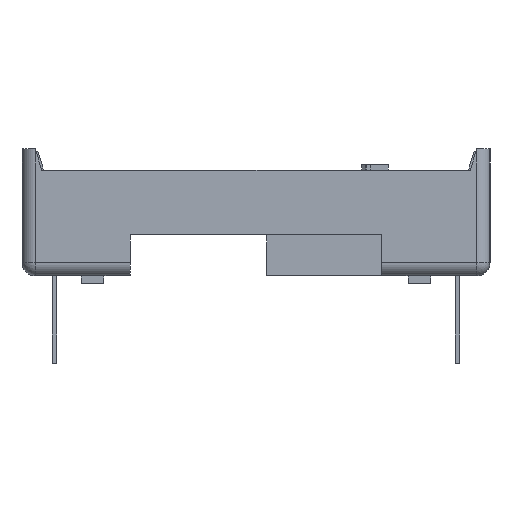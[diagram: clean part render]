
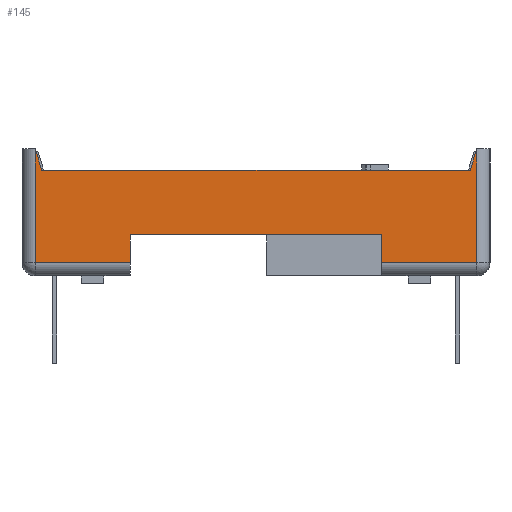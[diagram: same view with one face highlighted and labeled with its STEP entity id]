
A CAD part, left-side view. The second image highlights one B-rep face of the part: STEP entity #145.
In plain terms, the highlighted planar face has unit normal (-1, 0, 0).
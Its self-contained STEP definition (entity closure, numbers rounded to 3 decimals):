
#145=ADVANCED_FACE('',(#1328),#1329,.T.);
#1328=FACE_OUTER_BOUND('',#3553,.T.);
#1329=PLANE('',#3554);
#3553=EDGE_LOOP('',(#6601,#6602,#6603,#6604,#6605,#6606,#6607,#6608,#6609,#6610));
#3554=AXIS2_PLACEMENT_3D('',#6611,#6612,#6613);
#6601=ORIENTED_EDGE('',*,*,#15588,.T.);
#6602=ORIENTED_EDGE('',*,*,#15348,.T.);
#6603=ORIENTED_EDGE('',*,*,#15589,.T.);
#6604=ORIENTED_EDGE('',*,*,#15587,.T.);
#6605=ORIENTED_EDGE('',*,*,#15590,.T.);
#6606=ORIENTED_EDGE('',*,*,#15591,.T.);
#6607=ORIENTED_EDGE('',*,*,#15592,.T.);
#6608=ORIENTED_EDGE('',*,*,#15276,.T.);
#6609=ORIENTED_EDGE('',*,*,#15266,.T.);
#6610=ORIENTED_EDGE('',*,*,#15593,.T.);
#6611=CARTESIAN_POINT('',(-20.32,0.0,0.0));
#6612=DIRECTION('',(-1.0,0.0,0.0));
#6613=DIRECTION('',(0.0,0.0,1.0));
#15266=EDGE_CURVE('',#18663,#18654,#18664,.T.);
#15276=EDGE_CURVE('',#18682,#18663,#18683,.T.);
#15348=EDGE_CURVE('',#18824,#18822,#18825,.T.);
#15587=EDGE_CURVE('',#19138,#19271,#19273,.T.);
#15588=EDGE_CURVE('',#18641,#18824,#19274,.T.);
#15589=EDGE_CURVE('',#18822,#19138,#19275,.T.);
#15590=EDGE_CURVE('',#19271,#19276,#19277,.T.);
#15591=EDGE_CURVE('',#19276,#19278,#19279,.T.);
#15592=EDGE_CURVE('',#19278,#18682,#19280,.T.);
#15593=EDGE_CURVE('',#18654,#18641,#19281,.T.);
#18641=VERTEX_POINT('',#23871);
#18654=VERTEX_POINT('',#23889);
#18663=VERTEX_POINT('',#23901);
#18664=LINE('',#23902,#23903);
#18682=VERTEX_POINT('',#23929);
#18683=LINE('',#23930,#23931);
#18822=VERTEX_POINT('',#24137);
#18824=VERTEX_POINT('',#24140);
#18825=LINE('',#24141,#24142);
#19138=VERTEX_POINT('',#24611);
#19271=VERTEX_POINT('',#24810);
#19273=LINE('',#24812,#24813);
#19274=LINE('',#24814,#24815);
#19275=LINE('',#24816,#24817);
#19276=VERTEX_POINT('',#24818);
#19277=LINE('',#24819,#24820);
#19278=VERTEX_POINT('',#24821);
#19279=LINE('',#24822,#24823);
#19280=LINE('',#24824,#24825);
#19281=LINE('',#24826,#24827);
#23871=CARTESIAN_POINT('',(-20.32,-8.35,0.0));
#23889=CARTESIAN_POINT('',(-20.32,-8.35,-4.3));
#23901=CARTESIAN_POINT('',(-20.32,-4.75,-4.3));
#23902=CARTESIAN_POINT('',(-20.32,-4.75,-4.3));
#23903=VECTOR('',#31388,3.6);
#23929=CARTESIAN_POINT('',(-20.32,-4.75,-3.25));
#23930=CARTESIAN_POINT('',(-20.32,-4.75,-3.25));
#23931=VECTOR('',#31400,1.05);
#24137=CARTESIAN_POINT('',(-20.32,8.1,-0.8));
#24140=CARTESIAN_POINT('',(-20.32,-8.1,-0.8));
#24141=CARTESIAN_POINT('',(-20.32,-8.1,-0.8));
#24142=VECTOR('',#31478,16.2);
#24611=CARTESIAN_POINT('',(-20.32,8.35,0.0));
#24810=CARTESIAN_POINT('',(-20.32,8.35,-4.3));
#24812=CARTESIAN_POINT('',(-20.32,8.35,0.0));
#24813=VECTOR('',#31749,4.3);
#24814=CARTESIAN_POINT('',(-20.32,-8.35,0.0));
#24815=VECTOR('',#31750,0.838);
#24816=CARTESIAN_POINT('',(-20.32,8.1,-0.8));
#24817=VECTOR('',#31751,0.838);
#24818=CARTESIAN_POINT('',(-20.32,4.75,-4.3));
#24819=CARTESIAN_POINT('',(-20.32,8.35,-4.3));
#24820=VECTOR('',#31752,3.6);
#24821=CARTESIAN_POINT('',(-20.32,4.75,-3.25));
#24822=CARTESIAN_POINT('',(-20.32,4.75,-4.3));
#24823=VECTOR('',#31753,1.05);
#24824=CARTESIAN_POINT('',(-20.32,4.75,-3.25));
#24825=VECTOR('',#31754,9.5);
#24826=CARTESIAN_POINT('',(-20.32,-8.35,-4.3));
#24827=VECTOR('',#31755,4.3);
#31388=DIRECTION('',(0.0,-1.0,0.0));
#31400=DIRECTION('',(0.0,0.0,-1.0));
#31478=DIRECTION('',(0.0,1.0,0.0));
#31749=DIRECTION('',(0.0,0.0,-1.0));
#31750=DIRECTION('',(0.0,0.298,-0.954));
#31751=DIRECTION('',(0.0,0.298,0.954));
#31752=DIRECTION('',(0.0,-1.0,0.0));
#31753=DIRECTION('',(0.0,0.0,1.0));
#31754=DIRECTION('',(0.0,-1.0,0.0));
#31755=DIRECTION('',(0.0,0.0,1.0));
